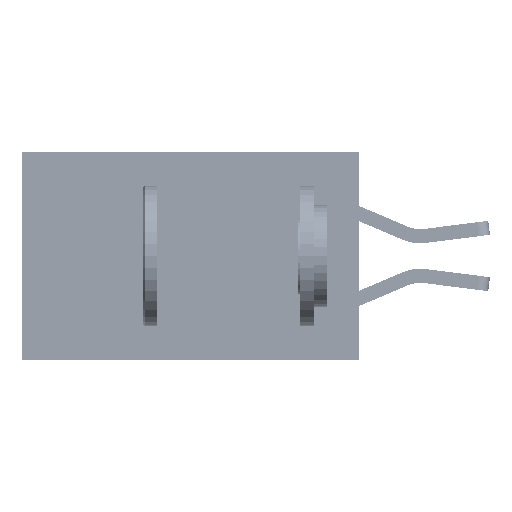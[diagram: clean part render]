
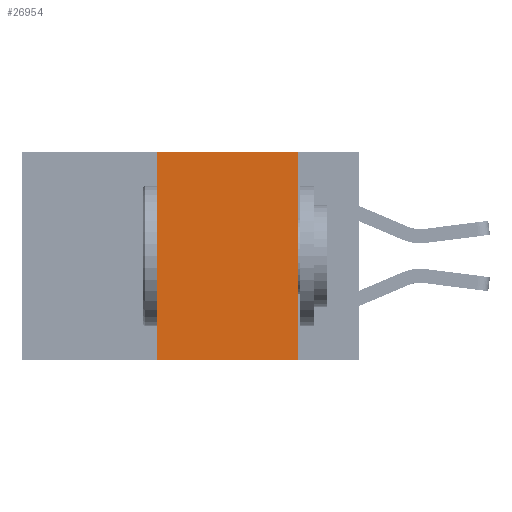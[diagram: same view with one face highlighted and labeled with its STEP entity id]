
A CAD part, left-side view. The second image highlights one B-rep face of the part: STEP entity #26954.
In plain terms, the highlighted planar face has unit normal (-1, 0, 0).
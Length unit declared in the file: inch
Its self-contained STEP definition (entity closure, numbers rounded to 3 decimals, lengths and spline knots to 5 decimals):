
#632 = ORIENTED_EDGE ( 'NONE', *, *, #39877, .F. ) ;
#934 = CARTESIAN_POINT ( 'NONE',  ( 0., 0.6, -0.37 ) ) ;
#3484 = EDGE_CURVE ( 'NONE', #42946, #36799, #43175, .T. ) ;
#3796 = EDGE_LOOP ( 'NONE', ( #40629, #36294, #632, #16381 ) ) ;
#4207 = CARTESIAN_POINT ( 'NONE',  ( 0., 0.36, 0. ) ) ;
#11005 = LINE ( 'NONE', #43808, #42815 ) ;
#13278 = DIRECTION ( 'NONE',  ( 0., -1., 0. ) ) ;
#14778 = DIRECTION ( 'NONE',  ( 0., -1., 0. ) ) ;
#16381 = ORIENTED_EDGE ( 'NONE', *, *, #31117, .T. ) ;
#17708 = AXIS2_PLACEMENT_3D ( 'NONE', #47372, #19108, #43364 ) ;
#19108 = DIRECTION ( 'NONE',  ( 1., 0., 0. ) ) ;
#19193 = CARTESIAN_POINT ( 'NONE',  ( 0., 0.11, 0. ) ) ;
#21352 = VECTOR ( 'NONE', #14778, 39.37008 ) ;
#22032 = CARTESIAN_POINT ( 'NONE',  ( 0., 0.11, -0.37 ) ) ;
#24208 = DIRECTION ( 'NONE',  ( 0., 0., 1. ) ) ;
#26954 = ADVANCED_FACE ( 'NONE', ( #33206 ), #51559, .F. ) ;
#27606 = CARTESIAN_POINT ( 'NONE',  ( 0., 0.36, 0. ) ) ;
#31031 = EDGE_CURVE ( 'NONE', #36799, #42641, #11005, .T. ) ;
#31117 = EDGE_CURVE ( 'NONE', #44244, #42641, #40275, .T. ) ;
#31306 = CARTESIAN_POINT ( 'NONE',  ( 0., 0.36, -0.37 ) ) ;
#33206 = FACE_OUTER_BOUND ( 'NONE', #3796, .T. ) ;
#36294 = ORIENTED_EDGE ( 'NONE', *, *, #3484, .F. ) ;
#36799 = VERTEX_POINT ( 'NONE', #19193 ) ;
#37983 = VECTOR ( 'NONE', #24208, 39.37008 ) ;
#38658 = CARTESIAN_POINT ( 'NONE',  ( 0., 0.6, 0. ) ) ;
#39824 = LINE ( 'NONE', #4207, #37983 ) ;
#39877 = EDGE_CURVE ( 'NONE', #44244, #42946, #39824, .T. ) ;
#40275 = LINE ( 'NONE', #934, #49054 ) ;
#40629 = ORIENTED_EDGE ( 'NONE', *, *, #31031, .F. ) ;
#42641 = VERTEX_POINT ( 'NONE', #22032 ) ;
#42815 = VECTOR ( 'NONE', #48335, 39.37008 ) ;
#42946 = VERTEX_POINT ( 'NONE', #27606 ) ;
#43175 = LINE ( 'NONE', #38658, #21352 ) ;
#43364 = DIRECTION ( 'NONE',  ( 0., 0., -1. ) ) ;
#43808 = CARTESIAN_POINT ( 'NONE',  ( 0., 0.11, 0. ) ) ;
#44244 = VERTEX_POINT ( 'NONE', #31306 ) ;
#47372 = CARTESIAN_POINT ( 'NONE',  ( 0., 0.6, 0. ) ) ;
#48335 = DIRECTION ( 'NONE',  ( 0., 0., -1. ) ) ;
#49054 = VECTOR ( 'NONE', #13278, 39.37008 ) ;
#51559 = PLANE ( 'NONE',  #17708 ) ;
